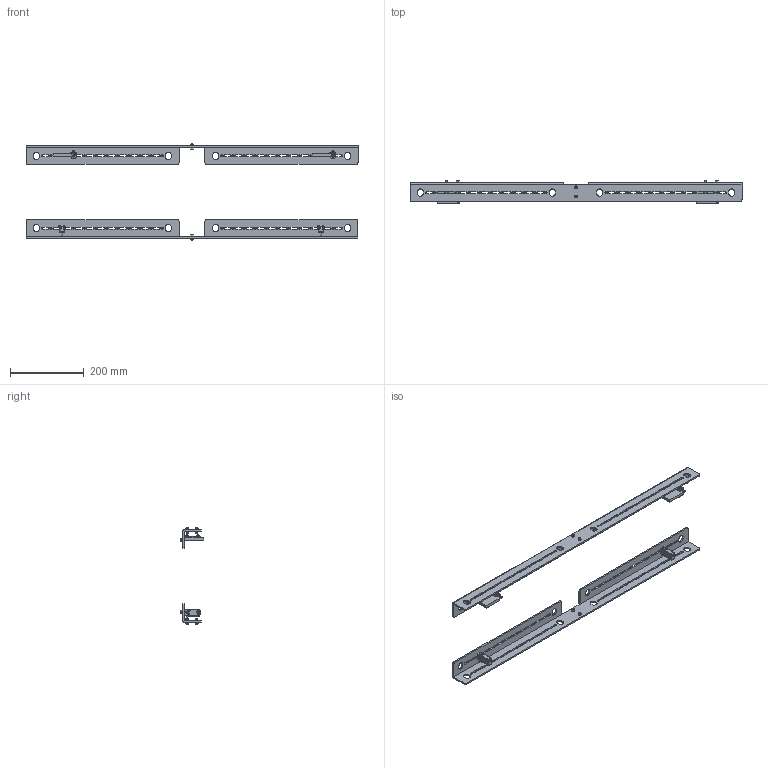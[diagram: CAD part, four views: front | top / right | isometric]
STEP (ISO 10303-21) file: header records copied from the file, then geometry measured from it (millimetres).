
FILE_DESCRIPTION((''),'2;1');
FILE_NAME('239364_SM01_ASM','2024-06-04T10:23:14',('banengservice'),('BANNER ENGINEERING'),'CREO PARAMETRIC BY PTC INC, 2022414','CREO PARAMETRIC BY PTC INC, 2022414','');
FILE_SCHEMA(('CONFIG_CONTROL_DESIGN'));
Length unit declared in the file: inch
Products named in the file (19): 235416; 204589; FH-M5X12; 204589_ASM; 202893_EP01; 204792; 204774; 39254; 134116; 115556; M4X12_HEX_SHCS; 113625; 236576_EP01_ASM; 40071; 48702; 40845; M4_NUT; 236577_ASM; 239364_SM01_ASM
Assembly tree (54 placements, depth 4):
  239364_SM01_ASM
    236576_EP01_ASM
      235416
      204589_ASM  x2
        204589
        FH-M5X12
      202893_EP01  x2
      204792  x2
      204774  x2
      39254  x4
      134116  x4
      115556  x2
      M4X12_HEX_SHCS  x2
      113625  x2
    236577_ASM
      235416
      204589_ASM  x2
        204589
        FH-M5X12
      40071  x2
      204792  x2
      204774  x2
      48702  x4
      40845  x4
      M4_NUT  x4
      115556  x2
      M4X12_HEX_SHCS  x2
      113625  x2
Bounding box: 900 x 62.65 x 264.3 mm (x, y, z)
Volume: 666989.2 mm3; surface area: 383703 mm2
Topology: 54 solids, 60 shells, 3672 faces, 10944 edges, 7432 vertices
Faces by surface type: cylinder 1708, plane 1350, cone 408, bspline 98, torus 64, sphere 44
Entity records: 60862 total; most frequent: CARTESIAN_POINT 26740, ORIENTED_EDGE 7097, DIRECTION 6609, EDGE_CURVE 3753, VERTEX_POINT 2505, AXIS2_PLACEMENT_3D 2379, VECTOR 1851, LINE 1851
